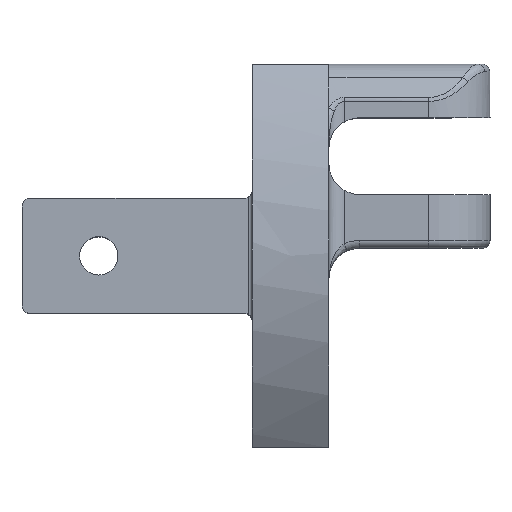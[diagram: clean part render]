
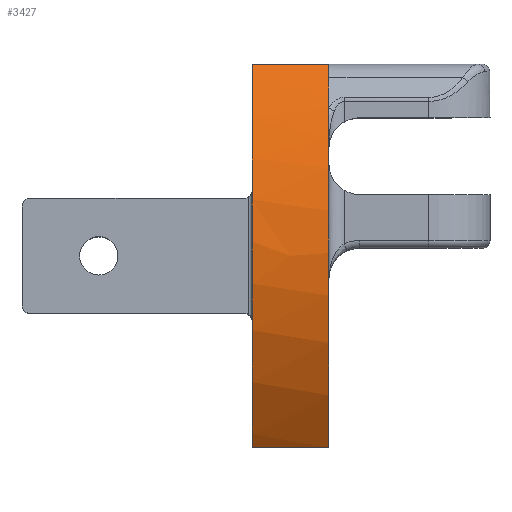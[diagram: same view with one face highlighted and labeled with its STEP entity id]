
A CAD part, top view. The second image highlights one B-rep face of the part: STEP entity #3427.
In plain terms, the highlighted face is a extrusion surface.
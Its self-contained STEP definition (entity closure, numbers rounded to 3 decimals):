
#721=CARTESIAN_POINT('Vertex',(10.,25.,5.)) ;
#725=CARTESIAN_POINT('Control Point',(10.,23.224,6.233)) ;
#726=CARTESIAN_POINT('Control Point',(10.,23.579,5.996)) ;
#727=CARTESIAN_POINT('Control Point',(10.,23.934,5.754)) ;
#728=CARTESIAN_POINT('Control Point',(10.,24.29,5.507)) ;
#729=CARTESIAN_POINT('Control Point',(10.,24.645,5.256)) ;
#730=CARTESIAN_POINT('Control Point',(10.,25.,5.)) ;
#731=CARTESIAN_POINT('Vertex',(10.,23.224,6.233)) ;
#3098=CARTESIAN_POINT('Control Point',(10.,23.224,6.233)) ;
#3099=CARTESIAN_POINT('Control Point',(10.,22.662,6.61)) ;
#3100=CARTESIAN_POINT('Control Point',(10.,22.099,6.974)) ;
#3101=CARTESIAN_POINT('Control Point',(10.,21.537,7.328)) ;
#3102=CARTESIAN_POINT('Control Point',(10.,20.975,7.669)) ;
#3103=CARTESIAN_POINT('Control Point',(10.,20.412,8.)) ;
#3104=CARTESIAN_POINT('Vertex',(10.,20.412,8.)) ;
#3108=CARTESIAN_POINT('Control Point',(10.,20.412,8.)) ;
#3109=CARTESIAN_POINT('Control Point',(10.,20.042,8.218)) ;
#3110=CARTESIAN_POINT('Control Point',(10.,19.67,8.431)) ;
#3111=CARTESIAN_POINT('Control Point',(10.,19.297,8.638)) ;
#3112=CARTESIAN_POINT('Vertex',(10.,19.297,8.638)) ;
#3302=CARTESIAN_POINT('Vertex',(0.,25.,5.)) ;
#3305=CARTESIAN_POINT('Line Origine',(5.,25.,5.)) ;
#3331=CARTESIAN_POINT('Control Point',(0.,-25.,5.)) ;
#3332=CARTESIAN_POINT('Control Point',(0.,-20.,8.6)) ;
#3333=CARTESIAN_POINT('Control Point',(0.,-15.,11.3)) ;
#3334=CARTESIAN_POINT('Control Point',(0.,-10.,13.1)) ;
#3335=CARTESIAN_POINT('Control Point',(0.,0.,14.9)) ;
#3336=CARTESIAN_POINT('Control Point',(0.,10.,13.1)) ;
#3337=CARTESIAN_POINT('Control Point',(0.,15.,11.3)) ;
#3338=CARTESIAN_POINT('Control Point',(0.,20.,8.6)) ;
#3339=CARTESIAN_POINT('Control Point',(0.,25.,5.)) ;
#3344=CARTESIAN_POINT('Control Point',(0.,23.225,6.233)) ;
#3345=CARTESIAN_POINT('Control Point',(0.,23.58,5.995)) ;
#3346=CARTESIAN_POINT('Control Point',(0.,23.935,5.753)) ;
#3347=CARTESIAN_POINT('Control Point',(0.,24.29,5.507)) ;
#3348=CARTESIAN_POINT('Control Point',(0.,24.645,5.256)) ;
#3349=CARTESIAN_POINT('Control Point',(0.,25.,5.)) ;
#3350=CARTESIAN_POINT('Vertex',(0.,23.225,6.233)) ;
#3354=CARTESIAN_POINT('Control Point',(0.,23.224,6.233)) ;
#3355=CARTESIAN_POINT('Control Point',(0.,23.224,6.233)) ;
#3356=CARTESIAN_POINT('Control Point',(0.,23.224,6.233)) ;
#3357=CARTESIAN_POINT('Control Point',(0.,23.224,6.233)) ;
#3358=CARTESIAN_POINT('Control Point',(0.,23.225,6.233)) ;
#3359=CARTESIAN_POINT('Control Point',(0.,23.225,6.233)) ;
#3360=CARTESIAN_POINT('Vertex',(0.,23.224,6.233)) ;
#3364=CARTESIAN_POINT('Control Point',(0.,-23.224,6.233)) ;
#3365=CARTESIAN_POINT('Control Point',(0.,-18.579,9.34)) ;
#3366=CARTESIAN_POINT('Control Point',(0.,-13.934,11.67)) ;
#3367=CARTESIAN_POINT('Control Point',(0.,-9.29,13.223)) ;
#3368=CARTESIAN_POINT('Control Point',(0.,0.,14.777)) ;
#3369=CARTESIAN_POINT('Control Point',(0.,9.29,13.223)) ;
#3370=CARTESIAN_POINT('Control Point',(0.,13.934,11.67)) ;
#3371=CARTESIAN_POINT('Control Point',(0.,18.579,9.34)) ;
#3372=CARTESIAN_POINT('Control Point',(0.,23.224,6.233)) ;
#3373=CARTESIAN_POINT('Vertex',(0.,-23.224,6.233)) ;
#3377=CARTESIAN_POINT('Control Point',(0.,-23.226,6.232)) ;
#3378=CARTESIAN_POINT('Control Point',(0.,-23.225,6.232)) ;
#3379=CARTESIAN_POINT('Control Point',(0.,-23.225,6.233)) ;
#3380=CARTESIAN_POINT('Control Point',(0.,-23.225,6.233)) ;
#3381=CARTESIAN_POINT('Control Point',(0.,-23.224,6.233)) ;
#3382=CARTESIAN_POINT('Control Point',(0.,-23.224,6.233)) ;
#3383=CARTESIAN_POINT('Vertex',(0.,-23.226,6.232)) ;
#3387=CARTESIAN_POINT('Control Point',(0.,-25.,5.)) ;
#3388=CARTESIAN_POINT('Control Point',(0.,-24.645,5.256)) ;
#3389=CARTESIAN_POINT('Control Point',(0.,-24.29,5.506)) ;
#3390=CARTESIAN_POINT('Control Point',(0.,-23.935,5.753)) ;
#3391=CARTESIAN_POINT('Control Point',(0.,-23.58,5.995)) ;
#3392=CARTESIAN_POINT('Control Point',(0.,-23.226,6.232)) ;
#3393=CARTESIAN_POINT('Vertex',(0.,-25.,5.)) ;
#3396=CARTESIAN_POINT('Line Origine',(5.,-25.,5.)) ;
#3400=CARTESIAN_POINT('Vertex',(10.,-25.,5.)) ;
#3404=CARTESIAN_POINT('Control Point',(10.,-25.,5.)) ;
#3405=CARTESIAN_POINT('Control Point',(10.,-20.,8.6)) ;
#3406=CARTESIAN_POINT('Control Point',(10.,-15.,11.3)) ;
#3407=CARTESIAN_POINT('Control Point',(10.,-10.,13.1)) ;
#3408=CARTESIAN_POINT('Control Point',(10.,-1.141,14.695)) ;
#3409=CARTESIAN_POINT('Control Point',(10.,7.719,13.464)) ;
#3410=CARTESIAN_POINT('Control Point',(10.,11.578,12.391)) ;
#3411=CARTESIAN_POINT('Control Point',(10.,15.437,10.783)) ;
#3412=CARTESIAN_POINT('Control Point',(10.,19.297,8.638)) ;
#3306=DIRECTION('Vector Direction',(1.,0.,0.)) ;
#3340=DIRECTION('Vector Direction',(1.,0.,0.)) ;
#3397=DIRECTION('Vector Direction',(1.,0.,0.)) ;
#3415=ORIENTED_EDGE('',*,*,#3114,.T.) ;
#3416=ORIENTED_EDGE('',*,*,#3106,.F.) ;
#3417=ORIENTED_EDGE('',*,*,#733,.F.) ;
#3418=ORIENTED_EDGE('',*,*,#3309,.F.) ;
#3419=ORIENTED_EDGE('',*,*,#3352,.T.) ;
#3420=ORIENTED_EDGE('',*,*,#3362,.T.) ;
#3421=ORIENTED_EDGE('',*,*,#3375,.F.) ;
#3422=ORIENTED_EDGE('',*,*,#3385,.T.) ;
#3423=ORIENTED_EDGE('',*,*,#3395,.T.) ;
#3424=ORIENTED_EDGE('',*,*,#3402,.T.) ;
#3425=ORIENTED_EDGE('',*,*,#3413,.F.) ;
#3307=VECTOR('Line Direction',#3306,1.) ;
#3341=VECTOR('Extrusion Surface Vector',#3340,1.) ;
#3398=VECTOR('Line Direction',#3397,1.) ;
#3427=ADVANCED_FACE('Corps principal',(#3426),#3342,.F.) ;
#724=B_SPLINE_CURVE_WITH_KNOTS('',5,(#725,#726,#727,#728,#729,#730),.UNSPECIFIED.,.F.,.U.,(6,6),(51.254,53.141),.UNSPECIFIED.) ;
#3097=B_SPLINE_CURVE_WITH_KNOTS('',5,(#3098,#3099,#3100,#3101,#3102,#3103),.UNSPECIFIED.,.F.,.U.,(6,6),(1.888,4.876),.UNSPECIFIED.) ;
#3107=B_SPLINE_CURVE_WITH_KNOTS('',3,(#3108,#3109,#3110,#3111),.UNSPECIFIED.,.F.,.U.,(4,4),(0.,1.749),.UNSPECIFIED.) ;
#3330=B_SPLINE_CURVE_WITH_KNOTS('',5,(#3331,#3332,#3333,#3334,#3335,#3336,#3337,#3338,#3339),.UNSPECIFIED.,.F.,.U.,(6,3,6),(0.,26.571,53.141),.UNSPECIFIED.) ;
#3343=B_SPLINE_CURVE_WITH_KNOTS('',5,(#3344,#3345,#3346,#3347,#3348,#3349),.UNSPECIFIED.,.F.,.U.,(6,6),(51.255,53.141),.UNSPECIFIED.) ;
#3353=B_SPLINE_CURVE_WITH_KNOTS('',5,(#3354,#3355,#3356,#3357,#3358,#3359),.UNSPECIFIED.,.F.,.U.,(6,6),(72.959,72.961),.UNSPECIFIED.) ;
#3363=B_SPLINE_CURVE_WITH_KNOTS('',5,(#3364,#3365,#3366,#3367,#3368,#3369,#3370,#3371,#3372),.UNSPECIFIED.,.F.,.U.,(6,3,6),(1.888,26.571,51.254),.UNSPECIFIED.) ;
#3376=B_SPLINE_CURVE_WITH_KNOTS('',5,(#3377,#3378,#3379,#3380,#3381,#3382),.UNSPECIFIED.,.F.,.U.,(6,6),(2.868,2.871),.UNSPECIFIED.) ;
#3386=B_SPLINE_CURVE_WITH_KNOTS('',5,(#3387,#3388,#3389,#3390,#3391,#3392),.UNSPECIFIED.,.F.,.U.,(6,6),(0.,1.886),.UNSPECIFIED.) ;
#3403=B_SPLINE_CURVE_WITH_KNOTS('',5,(#3404,#3405,#3406,#3407,#3408,#3409,#3410,#3411,#3412),.UNSPECIFIED.,.F.,.U.,(6,3,6),(0.,26.571,47.08),.UNSPECIFIED.) ;
#733=EDGE_CURVE('',#722,#732,#724,.F.) ;
#3106=EDGE_CURVE('',#732,#3105,#3097,.T.) ;
#3114=EDGE_CURVE('',#3113,#3105,#3107,.F.) ;
#3309=EDGE_CURVE('',#3303,#722,#3308,.T.) ;
#3352=EDGE_CURVE('',#3303,#3351,#3343,.F.) ;
#3362=EDGE_CURVE('',#3351,#3361,#3353,.F.) ;
#3375=EDGE_CURVE('',#3374,#3361,#3363,.T.) ;
#3385=EDGE_CURVE('',#3374,#3384,#3376,.F.) ;
#3395=EDGE_CURVE('',#3384,#3394,#3386,.F.) ;
#3402=EDGE_CURVE('',#3394,#3401,#3399,.T.) ;
#3413=EDGE_CURVE('',#3113,#3401,#3403,.F.) ;
#3414=EDGE_LOOP('',(#3415,#3416,#3417,#3418,#3419,#3420,#3421,#3422,#3423,#3424,#3425)) ;
#3426=FACE_OUTER_BOUND('',#3414,.T.) ;
#3308=LINE('Line',#3305,#3307) ;
#3399=LINE('Line',#3396,#3398) ;
#3342=SURFACE_OF_LINEAR_EXTRUSION('generated tabulated cylinder',#3330,#3341) ;
#722=VERTEX_POINT('',#721) ;
#732=VERTEX_POINT('',#731) ;
#3105=VERTEX_POINT('',#3104) ;
#3113=VERTEX_POINT('',#3112) ;
#3303=VERTEX_POINT('',#3302) ;
#3351=VERTEX_POINT('',#3350) ;
#3361=VERTEX_POINT('',#3360) ;
#3374=VERTEX_POINT('',#3373) ;
#3384=VERTEX_POINT('',#3383) ;
#3394=VERTEX_POINT('',#3393) ;
#3401=VERTEX_POINT('',#3400) ;
